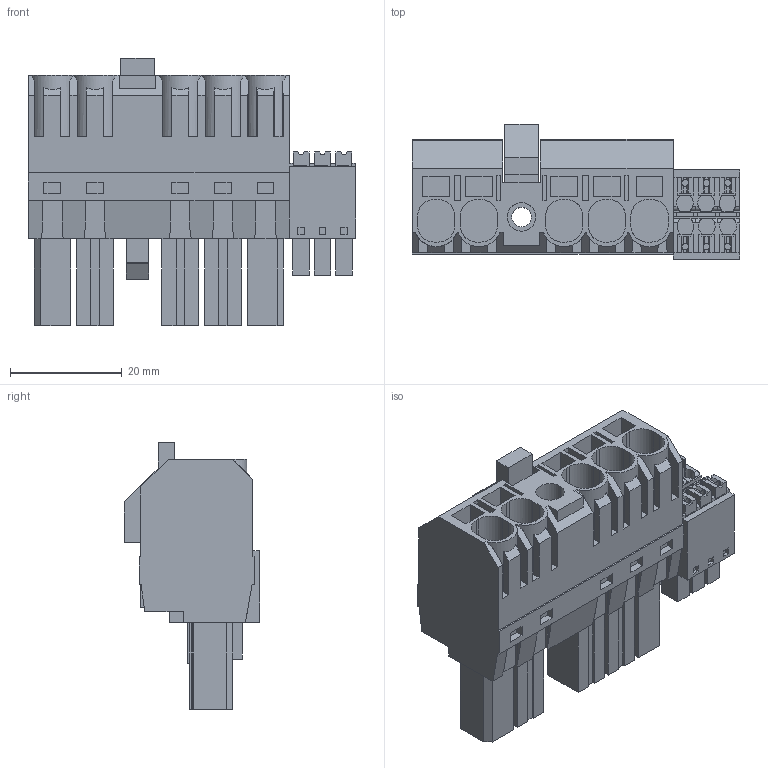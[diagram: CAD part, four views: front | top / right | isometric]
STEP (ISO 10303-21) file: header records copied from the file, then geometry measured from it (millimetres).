
FILE_DESCRIPTION(('CATIA V5 STEP Exchange','CAx-IF Rec.Pracs.--- Model Styling and Organization---1.4--- 2014-01-23'),'2;1');
FILE_NAME ('D1449507_1_1157230000_1157230000.stp','2023-09-07T12:50:26+00:00',('none'),('Weidmueller'),'CATIA Version 5-6 Release 2016 SP3 HF44','CATIA V5 STEP AP214','none');
FILE_SCHEMA(('AUTOMOTIVE_DESIGN { 1 0 10303 214 1 1 1 1 }'));
Length unit declared in the file: millimetre
Products named in the file (1): 1157230000
Bounding box: 58.46 x 24.13 x 47.7 mm (x, y, z)
Volume: 28162.9 mm3; surface area: 14476.3 mm2
Topology: 8 solids, 8 shells, 857 faces, 2394 edges, 1601 vertices
Faces by surface type: plane 774, cylinder 83
Entity records: 26027 total; most frequent: CARTESIAN_POINT 5178, ORIENTED_EDGE 4788, DIRECTION 3454, EDGE_CURVE 2394, VECTOR 2146, LINE 2146, VERTEX_POINT 1601, EDGE_LOOP 919
